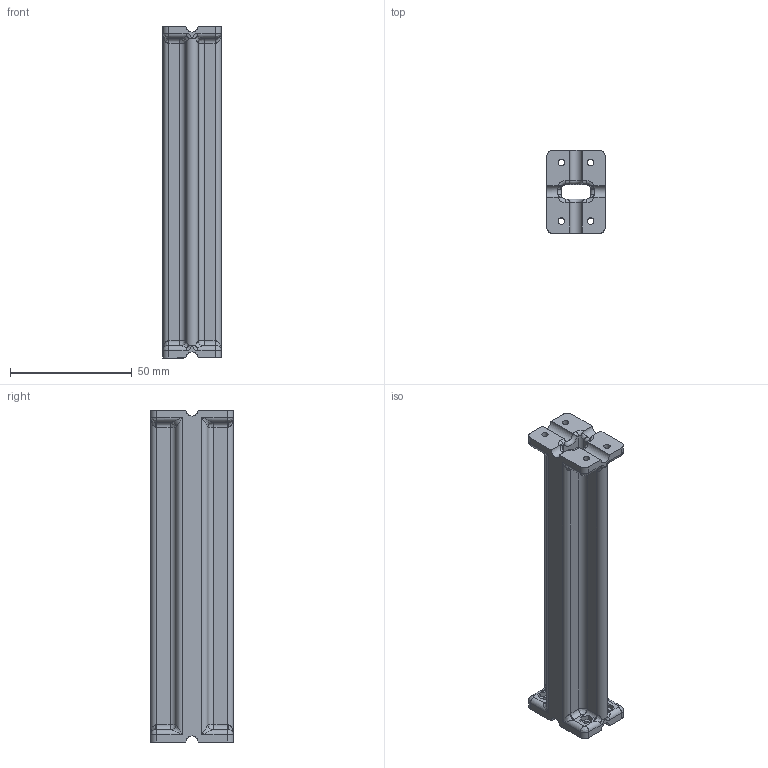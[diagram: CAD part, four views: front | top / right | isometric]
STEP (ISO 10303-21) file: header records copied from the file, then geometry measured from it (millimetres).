
FILE_DESCRIPTION(/* description */ (''),/* implementation_level */ '2;1');
FILE_NAME(/* name */ '200mm_Arm.step',/* time_stamp */ '2018-10-29T17:32:36+11:00',/* author */ ('TaylorY96'),/* organization */ (''),/* preprocessor_version */ 'ST-DEVELOPER v17.2',/* originating_system */ 'Autodesk Translation Framework v7.6.0.251',/* authorisation */ '');
FILE_SCHEMA (('AUTOMOTIVE_DESIGN { 1 0 10303 214 3 1 1 }'));
Length unit declared in the file: millimetre
Products named in the file (3): Tank_combined; Gripper-MX28 v35; Component186
Assembly tree (2 placements, depth 3):
  Tank_combined
    Gripper-MX28 v35
      Component186
Bounding box: 24 x 34 x 136.38 mm (x, y, z)
Volume: 49241.5 mm3; surface area: 21148.7 mm2
Topology: 1 solids, 1 shells, 248 faces, 688 edges, 424 vertices
Faces by surface type: plane 90, cylinder 78, bspline 48, torus 32
Full cylindrical faces by diameter (mm): 2.7 x8
Entity records: 10097 total; most frequent: CARTESIAN_POINT 3893, ORIENTED_EDGE 1344, DIRECTION 1234, EDGE_CURVE 672, AXIS2_PLACEMENT_3D 445, VERTEX_POINT 424, LINE 344, VECTOR 344
